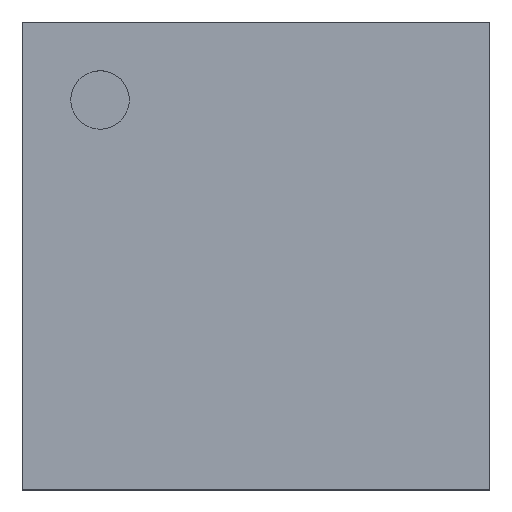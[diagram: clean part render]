
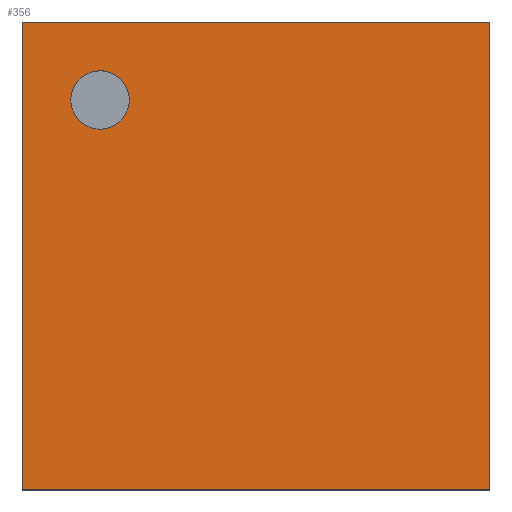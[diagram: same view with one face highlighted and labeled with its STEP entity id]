
A CAD part, top view. The second image highlights one B-rep face of the part: STEP entity #356.
In plain terms, the highlighted planar face has unit normal (0, 0, 1).
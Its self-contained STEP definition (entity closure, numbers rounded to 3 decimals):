
#4 = CARTESIAN_POINT ( 'NONE',  ( 0., 2., 0.5 ) ) ;
#7 = PLANE ( 'NONE',  #376 ) ;
#10 = FACE_BOUND ( 'NONE', #88, .T. ) ;
#22 = DIRECTION ( 'NONE',  ( 0., 1., 0. ) ) ;
#25 = VERTEX_POINT ( 'NONE', #289 ) ;
#26 = VECTOR ( 'NONE', #22, 1000. ) ;
#67 = LINE ( 'NONE', #478, #714 ) ;
#84 = ORIENTED_EDGE ( 'NONE', *, *, #530, .F. ) ;
#88 = EDGE_LOOP ( 'NONE', ( #572, #84 ) ) ;
#116 = CARTESIAN_POINT ( 'NONE',  ( 0., 0., 0.5 ) ) ;
#123 = EDGE_CURVE ( 'NONE', #608, #541, #473, .T. ) ;
#130 = CARTESIAN_POINT ( 'NONE',  ( 0., 0., 0.5 ) ) ;
#139 = ORIENTED_EDGE ( 'NONE', *, *, #467, .F. ) ;
#164 = VERTEX_POINT ( 'NONE', #665 ) ;
#192 = FACE_OUTER_BOUND ( 'NONE', #341, .T. ) ;
#193 = DIRECTION ( 'NONE',  ( 1., 0., 0. ) ) ;
#214 = CARTESIAN_POINT ( 'NONE',  ( 0., 2., 0.5 ) ) ;
#225 = VERTEX_POINT ( 'NONE', #116 ) ;
#237 = DIRECTION ( 'NONE',  ( 0., 0., 1. ) ) ;
#262 = EDGE_CURVE ( 'NONE', #164, #25, #67, .T. ) ;
#274 = AXIS2_PLACEMENT_3D ( 'NONE', #508, #323, #380 ) ;
#282 = LINE ( 'NONE', #338, #26 ) ;
#289 = CARTESIAN_POINT ( 'NONE',  ( 2., 2., 0.5 ) ) ;
#290 = VECTOR ( 'NONE', #617, 1000. ) ;
#298 = EDGE_CURVE ( 'NONE', #225, #164, #486, .T. ) ;
#299 = DIRECTION ( 'NONE',  ( 0., 1., 0. ) ) ;
#310 = LINE ( 'NONE', #4, #345 ) ;
#323 = DIRECTION ( 'NONE',  ( 0., 0., 1. ) ) ;
#338 = CARTESIAN_POINT ( 'NONE',  ( 0., 0., 0.5 ) ) ;
#341 = EDGE_LOOP ( 'NONE', ( #641, #352, #764, #139 ) ) ;
#345 = VECTOR ( 'NONE', #193, 1000. ) ;
#352 = ORIENTED_EDGE ( 'NONE', *, *, #298, .T. ) ;
#356 = ADVANCED_FACE ( 'NONE', ( #10, #192 ), #7, .T. ) ;
#367 = CARTESIAN_POINT ( 'NONE',  ( 0., 0., 0.5 ) ) ;
#376 = AXIS2_PLACEMENT_3D ( 'NONE', #367, #237, #730 ) ;
#380 = DIRECTION ( 'NONE',  ( 1., 0., 0. ) ) ;
#401 = DIRECTION ( 'NONE',  ( 0., 0., 1. ) ) ;
#467 = EDGE_CURVE ( 'NONE', #513, #25, #310, .T. ) ;
#473 = CIRCLE ( 'NONE', #751, 0.125 ) ;
#478 = CARTESIAN_POINT ( 'NONE',  ( 2., 0., 0.5 ) ) ;
#486 = LINE ( 'NONE', #130, #290 ) ;
#508 = CARTESIAN_POINT ( 'NONE',  ( 0.333, 1.667, 0.5 ) ) ;
#513 = VERTEX_POINT ( 'NONE', #214 ) ;
#530 = EDGE_CURVE ( 'NONE', #541, #608, #620, .T. ) ;
#531 = DIRECTION ( 'NONE',  ( 1., 0., 0. ) ) ;
#541 = VERTEX_POINT ( 'NONE', #567 ) ;
#567 = CARTESIAN_POINT ( 'NONE',  ( 0.208, 1.667, 0.5 ) ) ;
#572 = ORIENTED_EDGE ( 'NONE', *, *, #123, .F. ) ;
#608 = VERTEX_POINT ( 'NONE', #767 ) ;
#617 = DIRECTION ( 'NONE',  ( 1., 0., 0. ) ) ;
#620 = CIRCLE ( 'NONE', #274, 0.125 ) ;
#641 = ORIENTED_EDGE ( 'NONE', *, *, #643, .F. ) ;
#643 = EDGE_CURVE ( 'NONE', #225, #513, #282, .T. ) ;
#665 = CARTESIAN_POINT ( 'NONE',  ( 2., 0., 0.5 ) ) ;
#714 = VECTOR ( 'NONE', #299, 1000. ) ;
#730 = DIRECTION ( 'NONE',  ( 1., 0., 0. ) ) ;
#734 = CARTESIAN_POINT ( 'NONE',  ( 0.333, 1.667, 0.5 ) ) ;
#751 = AXIS2_PLACEMENT_3D ( 'NONE', #734, #401, #531 ) ;
#764 = ORIENTED_EDGE ( 'NONE', *, *, #262, .T. ) ;
#767 = CARTESIAN_POINT ( 'NONE',  ( 0.458, 1.667, 0.5 ) ) ;
